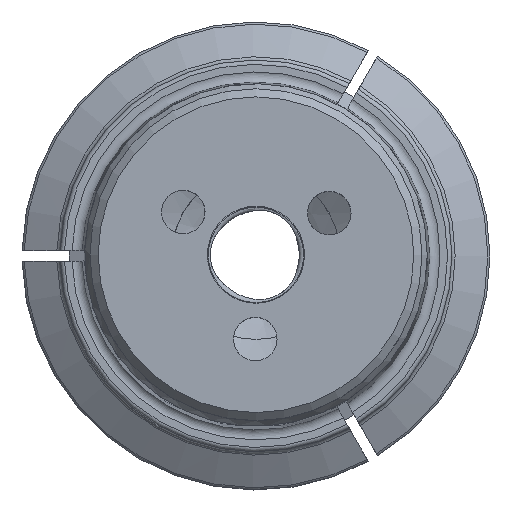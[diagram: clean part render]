
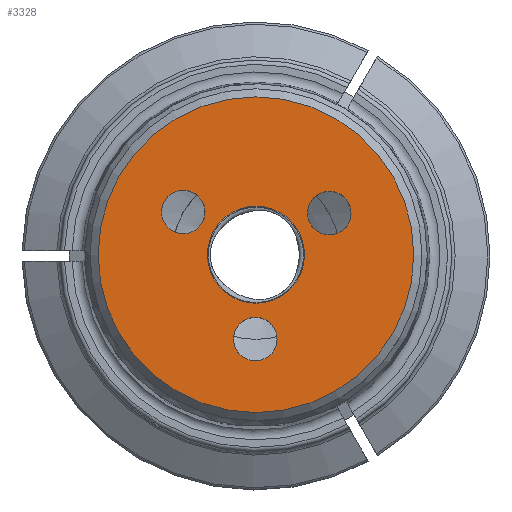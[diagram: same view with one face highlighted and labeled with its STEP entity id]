
A CAD part, top view. The second image highlights one B-rep face of the part: STEP entity #3328.
In plain terms, the highlighted planar face has unit normal (0, 0, 1).
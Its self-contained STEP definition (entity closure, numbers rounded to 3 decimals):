
#153=PLANE('',#3543);
#638=ORIENTED_EDGE('',*,*,#1288,.F.);
#639=ORIENTED_EDGE('',*,*,#1292,.F.);
#640=ORIENTED_EDGE('',*,*,#1274,.T.);
#641=ORIENTED_EDGE('',*,*,#1235,.T.);
#642=ORIENTED_EDGE('',*,*,#1196,.T.);
#1196=EDGE_CURVE('',#1549,#1549,#1789,.T.);
#1235=EDGE_CURVE('',#1576,#1576,#1809,.T.);
#1274=EDGE_CURVE('',#1603,#1603,#1829,.T.);
#1288=EDGE_CURVE('',#1611,#1611,#1840,.T.);
#1292=EDGE_CURVE('',#1615,#1615,#1844,.T.);
#1549=VERTEX_POINT('',#4579);
#1576=VERTEX_POINT('',#4677);
#1603=VERTEX_POINT('',#4775);
#1611=VERTEX_POINT('',#4823);
#1615=VERTEX_POINT('',#4833);
#1789=CIRCLE('',#3448,2.);
#1809=CIRCLE('',#3481,2.);
#1829=CIRCLE('',#3514,2.);
#1840=CIRCLE('',#3532,4.459);
#1844=CIRCLE('',#3538,14.5);
#2005=EDGE_LOOP('',(#638));
#2006=EDGE_LOOP('',(#639));
#2007=EDGE_LOOP('',(#640));
#2008=EDGE_LOOP('',(#641));
#2009=EDGE_LOOP('',(#642));
#2182=FACE_BOUND('',#2005,.T.);
#2183=FACE_BOUND('',#2006,.T.);
#2184=FACE_BOUND('',#2007,.T.);
#2185=FACE_BOUND('',#2008,.T.);
#2186=FACE_BOUND('',#2009,.T.);
#3328=ADVANCED_FACE('',(#2182,#2183,#2184,#2185,#2186),#153,.F.);
#3448=AXIS2_PLACEMENT_3D('',#4578,#3808,#3809);
#3481=AXIS2_PLACEMENT_3D('',#4676,#3892,#3893);
#3514=AXIS2_PLACEMENT_3D('',#4774,#3976,#3977);
#3532=AXIS2_PLACEMENT_3D('',#4822,#4014,#4015);
#3538=AXIS2_PLACEMENT_3D('',#4832,#4026,#4027);
#3543=AXIS2_PLACEMENT_3D('',#4840,#4036,#4037);
#3808=DIRECTION('',(0.,0.,-1.));
#3809=DIRECTION('',(-1.,0.,0.));
#3892=DIRECTION('',(0.,0.,-1.));
#3893=DIRECTION('',(-1.,0.,0.));
#3976=DIRECTION('',(0.,0.,-1.));
#3977=DIRECTION('',(-1.,0.,0.));
#4014=DIRECTION('',(0.,0.,1.));
#4015=DIRECTION('',(0.,-1.,0.));
#4026=DIRECTION('',(0.,0.,-1.));
#4027=DIRECTION('',(-1.,0.,0.));
#4036=DIRECTION('',(0.,0.,-1.));
#4037=DIRECTION('',(-1.,0.,0.));
#4578=CARTESIAN_POINT('',(-0.058,-7.75,70.));
#4579=CARTESIAN_POINT('',(-2.058,-7.75,70.));
#4676=CARTESIAN_POINT('',(-6.682,3.925,70.));
#4677=CARTESIAN_POINT('',(-8.682,3.925,70.));
#4774=CARTESIAN_POINT('',(6.741,3.824,70.));
#4775=CARTESIAN_POINT('',(4.741,3.824,70.));
#4822=CARTESIAN_POINT('',(0.,0.,70.));
#4823=CARTESIAN_POINT('',(0.,-4.459,70.));
#4832=CARTESIAN_POINT('',(0.,0.,70.));
#4833=CARTESIAN_POINT('',(-14.5,0.,70.));
#4840=CARTESIAN_POINT('',(15.25,0.,70.));
